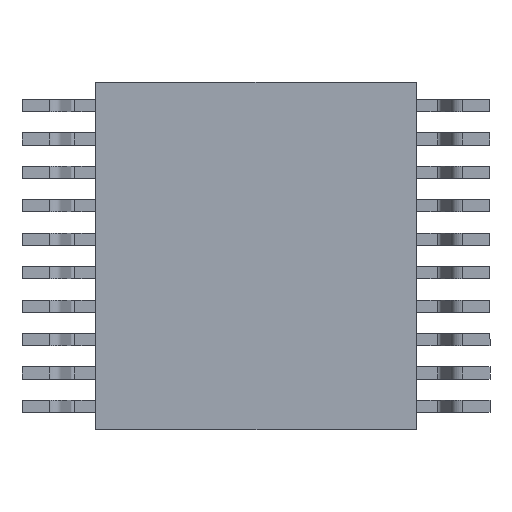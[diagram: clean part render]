
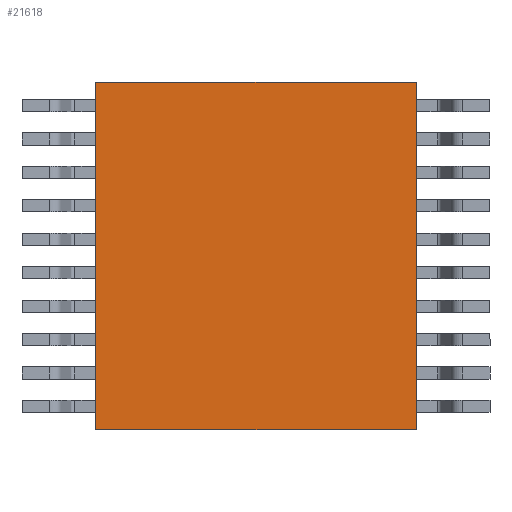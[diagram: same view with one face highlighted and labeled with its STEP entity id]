
A CAD part, front view. The second image highlights one B-rep face of the part: STEP entity #21618.
In plain terms, the highlighted planar face has unit normal (0, -1, 0).
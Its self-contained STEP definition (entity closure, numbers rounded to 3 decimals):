
#838 = AXIS2_PLACEMENT_3D ( 'NONE', #3538, #5546, #15398 ) ;
#1019 = ORIENTED_EDGE ( 'NONE', *, *, #26232, .F. ) ;
#1117 = FACE_OUTER_BOUND ( 'NONE', #7062, .T. ) ;
#2783 = ORIENTED_EDGE ( 'NONE', *, *, #3813, .F. ) ;
#3538 = CARTESIAN_POINT ( 'NONE',  ( 0., 0., 0. ) ) ;
#3813 = EDGE_CURVE ( 'NONE', #17480, #24819, #6082, .T. ) ;
#3814 = CARTESIAN_POINT ( 'NONE',  ( 6., 0., -6.5 ) ) ;
#3981 = CARTESIAN_POINT ( 'NONE',  ( -6., 0., -6.5 ) ) ;
#5315 = VERTEX_POINT ( 'NONE', #3981 ) ;
#5546 = DIRECTION ( 'NONE',  ( 0., 1., 0. ) ) ;
#5554 = VECTOR ( 'NONE', #17385, 1000. ) ;
#6082 = LINE ( 'NONE', #3814, #22978 ) ;
#7062 = EDGE_LOOP ( 'NONE', ( #2783, #1019, #12341, #26299 ) ) ;
#8139 = DIRECTION ( 'NONE',  ( 0., 0., 1. ) ) ;
#9813 = DIRECTION ( 'NONE',  ( 0., 0., -1. ) ) ;
#11627 = CARTESIAN_POINT ( 'NONE',  ( -6., 0., -6.5 ) ) ;
#11822 = CARTESIAN_POINT ( 'NONE',  ( 6., 0., 6.5 ) ) ;
#11887 = LINE ( 'NONE', #11627, #17664 ) ;
#12006 = EDGE_CURVE ( 'NONE', #5315, #18347, #18211, .T. ) ;
#12341 = ORIENTED_EDGE ( 'NONE', *, *, #12006, .F. ) ;
#13024 = EDGE_CURVE ( 'NONE', #24819, #5315, #11887, .T. ) ;
#13632 = DIRECTION ( 'NONE',  ( -1., 0., 0. ) ) ;
#15398 = DIRECTION ( 'NONE',  ( 0., 0., 1. ) ) ;
#17254 = CARTESIAN_POINT ( 'NONE',  ( -6., 0., 6.5 ) ) ;
#17385 = DIRECTION ( 'NONE',  ( 1., 0., 0. ) ) ;
#17480 = VERTEX_POINT ( 'NONE', #11822 ) ;
#17664 = VECTOR ( 'NONE', #13632, 1000. ) ;
#18211 = LINE ( 'NONE', #26415, #21495 ) ;
#18347 = VERTEX_POINT ( 'NONE', #24046 ) ;
#19757 = PLANE ( 'NONE',  #838 ) ;
#21495 = VECTOR ( 'NONE', #8139, 1000. ) ;
#21618 = ADVANCED_FACE ( 'NONE', ( #1117 ), #19757, .F. ) ;
#22940 = CARTESIAN_POINT ( 'NONE',  ( 6., 0., -6.5 ) ) ;
#22978 = VECTOR ( 'NONE', #9813, 1000. ) ;
#23468 = LINE ( 'NONE', #17254, #5554 ) ;
#24046 = CARTESIAN_POINT ( 'NONE',  ( -6., 0., 6.5 ) ) ;
#24819 = VERTEX_POINT ( 'NONE', #22940 ) ;
#26232 = EDGE_CURVE ( 'NONE', #18347, #17480, #23468, .T. ) ;
#26299 = ORIENTED_EDGE ( 'NONE', *, *, #13024, .F. ) ;
#26415 = CARTESIAN_POINT ( 'NONE',  ( -6., 0., -6.5 ) ) ;
